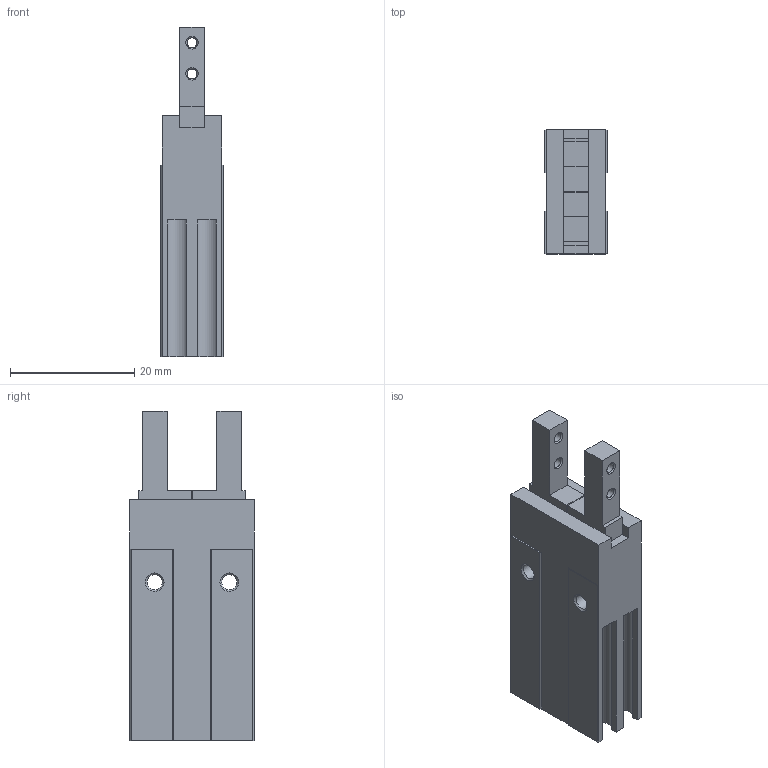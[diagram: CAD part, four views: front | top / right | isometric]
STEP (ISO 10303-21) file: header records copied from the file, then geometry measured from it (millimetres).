
FILE_DESCRIPTION( ( 'STEP AP214' ), '1' );
FILE_NAME( 'MCHC-6(8).stp', '2020-01-31T15:33:33', ( '' ), ( '' ), ' ', 'PARTsolutions', ' ' );
FILE_SCHEMA( ( 'AUTOMOTIVE_DESIGN { 1 0 10303 214 1 1 1 1 }' ) );
Length unit declared in the file: millimetre
Products named in the file (3): MCHC-6(8); _MCHC-6_(b); _MCHC-6_(f)
Assembly tree (3 placements, depth 2):
  MCHC-6(8)
    _MCHC-6_(b)
    _MCHC-6_(f)  x2
Bounding box: 10 x 20 x 53 mm (x, y, z)
Volume: 7168.1 mm3; surface area: 4167.2 mm2
Topology: 3 solids, 3 shells, 80 faces, 195 edges, 124 vertices
Faces by surface type: plane 55, cone 14, cylinder 11
Full cylindrical faces by diameter (mm): 1.567 x4, 2.459 x4, 7 x1
Entity records: 2362 total; most frequent: CARTESIAN_POINT 308, DIRECTION 304, ORIENTED_EDGE 280, EDGE_CURVE 140, LINE 112, VECTOR 112, VERTEX_POINT 100, AXIS2_PLACEMENT_3D 96
